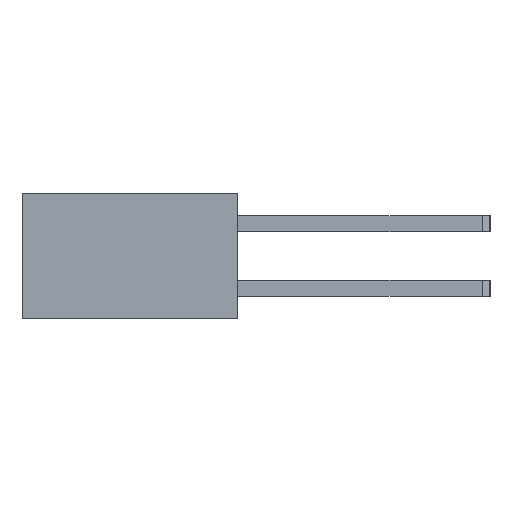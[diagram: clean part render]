
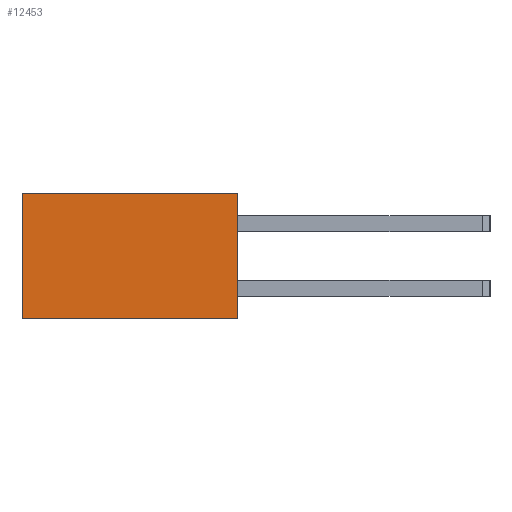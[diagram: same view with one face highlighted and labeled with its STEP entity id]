
A CAD part, left-side view. The second image highlights one B-rep face of the part: STEP entity #12453.
In plain terms, the highlighted planar face has unit normal (-1, 0, 0).
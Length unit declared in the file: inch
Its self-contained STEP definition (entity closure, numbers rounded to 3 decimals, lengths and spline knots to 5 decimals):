
#472 = DIRECTION ( 'NONE',  ( 0., 0., -1. ) ) ;
#929 = EDGE_CURVE ( 'NONE', #8822, #7046, #7820, .T. ) ;
#1457 = VECTOR ( 'NONE', #1818, 39.37008 ) ;
#1768 = CARTESIAN_POINT ( 'NONE',  ( -0.76, 0.335, 0. ) ) ;
#1818 = DIRECTION ( 'NONE',  ( 0., -1., 0. ) ) ;
#2297 = LINE ( 'NONE', #16168, #2857 ) ;
#2857 = VECTOR ( 'NONE', #9074, 39.37008 ) ;
#2873 = VECTOR ( 'NONE', #14011, 39.37008 ) ;
#3801 = VECTOR ( 'NONE', #18138, 39.37008 ) ;
#3861 = VERTEX_POINT ( 'NONE', #12430 ) ;
#4092 = DIRECTION ( 'NONE',  ( 1., 0., 0. ) ) ;
#4392 = CARTESIAN_POINT ( 'NONE',  ( -0.76, 0., -0.0975 ) ) ;
#4825 = EDGE_CURVE ( 'NONE', #3861, #8822, #7556, .T. ) ;
#5729 = PLANE ( 'NONE',  #17505 ) ;
#7046 = VERTEX_POINT ( 'NONE', #13489 ) ;
#7556 = LINE ( 'NONE', #1768, #2873 ) ;
#7696 = EDGE_CURVE ( 'NONE', #3861, #12275, #2297, .T. ) ;
#7820 = LINE ( 'NONE', #10722, #1457 ) ;
#8822 = VERTEX_POINT ( 'NONE', #9060 ) ;
#9060 = CARTESIAN_POINT ( 'NONE',  ( -0.76, 0.335, 0.0975 ) ) ;
#9074 = DIRECTION ( 'NONE',  ( 0., -1., 0. ) ) ;
#9225 = CARTESIAN_POINT ( 'NONE',  ( -0.76, 0.335, -0.0975 ) ) ;
#10121 = LINE ( 'NONE', #4392, #3801 ) ;
#10722 = CARTESIAN_POINT ( 'NONE',  ( -0.76, 0.335, 0.0975 ) ) ;
#12275 = VERTEX_POINT ( 'NONE', #15888 ) ;
#12430 = CARTESIAN_POINT ( 'NONE',  ( -0.76, 0.335, -0.0975 ) ) ;
#12453 = ADVANCED_FACE ( 'NONE', ( #20997 ), #5729, .F. ) ;
#12598 = EDGE_CURVE ( 'NONE', #7046, #12275, #10121, .T. ) ;
#13305 = ORIENTED_EDGE ( 'NONE', *, *, #929, .F. ) ;
#13489 = CARTESIAN_POINT ( 'NONE',  ( -0.76, 0., 0.0975 ) ) ;
#13782 = ORIENTED_EDGE ( 'NONE', *, *, #4825, .F. ) ;
#14011 = DIRECTION ( 'NONE',  ( 0., 0., 1. ) ) ;
#15888 = CARTESIAN_POINT ( 'NONE',  ( -0.76, 0., -0.0975 ) ) ;
#16126 = EDGE_LOOP ( 'NONE', ( #13305, #13782, #17014, #20257 ) ) ;
#16168 = CARTESIAN_POINT ( 'NONE',  ( -0.76, 0.335, -0.0975 ) ) ;
#17014 = ORIENTED_EDGE ( 'NONE', *, *, #7696, .T. ) ;
#17505 = AXIS2_PLACEMENT_3D ( 'NONE', #9225, #4092, #472 ) ;
#18138 = DIRECTION ( 'NONE',  ( 0., 0., -1. ) ) ;
#20257 = ORIENTED_EDGE ( 'NONE', *, *, #12598, .F. ) ;
#20997 = FACE_OUTER_BOUND ( 'NONE', #16126, .T. ) ;
